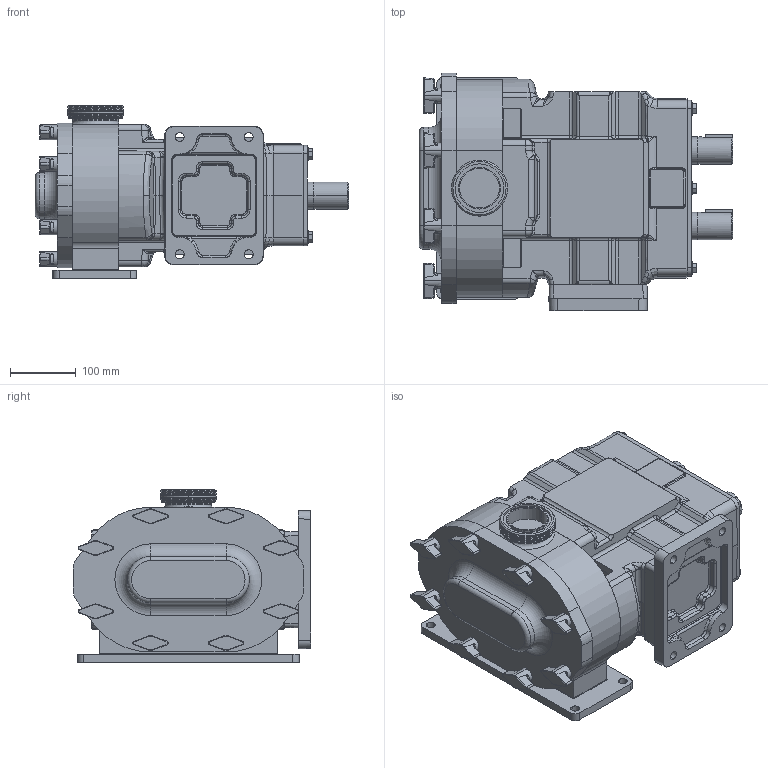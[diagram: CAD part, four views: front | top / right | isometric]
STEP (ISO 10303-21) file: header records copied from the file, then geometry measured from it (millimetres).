
FILE_DESCRIPTION (( 'STEP AP214' ), '1' );
FILE_NAME ('TRA10-0640-012.STEP', '2024-04-05T13:54:46', ( '' ), ( '' ), 'SwSTEP 2.0', 'SolidWorks 2022', '' );
FILE_SCHEMA (( 'AUTOMOTIVE_DESIGN' ));
Length unit declared in the file: inch
Products named in the file (5): 0600SMS25; TRA10-0600-GEARBOX-H; TRA10-0640-012; TRA10-0640-BODY; TRA10-0600-COVER-STD
Assembly tree (4 placements, depth 2):
  TRA10-0640-012
    TRA10-0600-GEARBOX-H
    TRA10-0640-BODY
    TRA10-0600-COVER-STD
    0600SMS25
Bounding box: 475.32 x 360.3 x 261.94 mm (x, y, z)
Volume: 20152738.8 mm3; surface area: 925027.1 mm2
Topology: 4 solids, 4 shells, 1116 faces, 2708 edges, 1604 vertices
Faces by surface type: cylinder 395, plane 297, bspline 206, torus 124, cone 78, sphere 16
Entity records: 40773 total; most frequent: CARTESIAN_POINT 16658, ORIENTED_EDGE 5360, DIRECTION 4706, EDGE_CURVE 2680, AXIS2_PLACEMENT_3D 1831, VERTEX_POINT 1604, EDGE_LOOP 1166, FACE_OUTER_BOUND 1116
